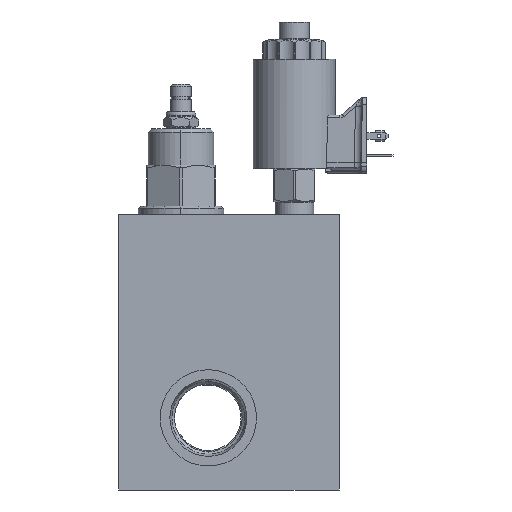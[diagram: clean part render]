
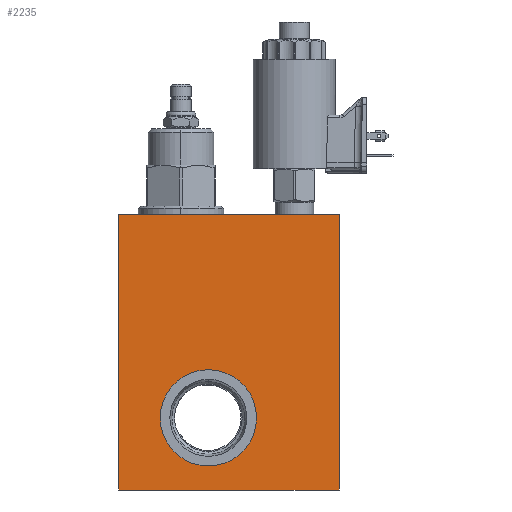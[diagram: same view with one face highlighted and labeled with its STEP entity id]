
A CAD part, front view. The second image highlights one B-rep face of the part: STEP entity #2235.
In plain terms, the highlighted planar face has unit normal (0, -1, 0).
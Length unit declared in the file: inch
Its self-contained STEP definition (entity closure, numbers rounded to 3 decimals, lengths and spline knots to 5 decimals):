
#5=DIRECTION('',(1.,0.,0.));
#6=VECTOR('',#5,4.);
#7=CARTESIAN_POINT('',(0.,-2.5,0.));
#8=LINE('',#7,#6);
#65=DIRECTION('',(0.,0.,1.));
#66=VECTOR('',#65,5.);
#67=CARTESIAN_POINT('',(4.,-2.5,0.));
#68=LINE('',#67,#66);
#79=DIRECTION('',(0.,0.,1.));
#80=VECTOR('',#79,5.);
#81=CARTESIAN_POINT('',(0.,-2.5,0.));
#82=LINE('',#81,#80);
#83=CARTESIAN_POINT('',(1.625,-2.5,1.312));
#84=DIRECTION('',(0.,1.,0.));
#85=DIRECTION('',(0.,0.,-1.));
#86=AXIS2_PLACEMENT_3D('',#83,#84,#85);
#88=CARTESIAN_POINT('',(1.625,-2.5,1.312));
#89=DIRECTION('',(0.,1.,0.));
#90=DIRECTION('',(0.,0.,1.));
#91=AXIS2_PLACEMENT_3D('',#88,#89,#90);
#105=DIRECTION('',(1.,0.,0.));
#106=VECTOR('',#105,4.);
#107=CARTESIAN_POINT('',(0.,-2.5,5.));
#108=LINE('',#107,#106);
#1855=CARTESIAN_POINT('',(0.,-2.5,0.));
#1857=VERTEX_POINT('',#1855);
#1858=CARTESIAN_POINT('',(4.,-2.5,0.));
#1859=VERTEX_POINT('',#1858);
#1863=CARTESIAN_POINT('',(0.,-2.5,5.));
#1865=VERTEX_POINT('',#1863);
#1866=CARTESIAN_POINT('',(4.,-2.5,5.));
#1867=VERTEX_POINT('',#1866);
#2091=CARTESIAN_POINT('',(1.625,-2.5,0.437));
#2092=CARTESIAN_POINT('',(1.625,-2.5,2.187));
#2093=VERTEX_POINT('',#2091);
#2094=VERTEX_POINT('',#2092);
#2217=CARTESIAN_POINT('',(0.,-2.5,0.));
#2218=DIRECTION('',(0.,-1.,0.));
#2219=DIRECTION('',(1.,0.,0.));
#2220=AXIS2_PLACEMENT_3D('',#2217,#2218,#2219);
#2221=PLANE('',#2220);
#2222=ORIENTED_EDGE('',*,*,#2135,.F.);
#2223=ORIENTED_EDGE('',*,*,#2166,.T.);
#2225=ORIENTED_EDGE('',*,*,#2224,.T.);
#2226=ORIENTED_EDGE('',*,*,#2203,.F.);
#2227=EDGE_LOOP('',(#2222,#2223,#2225,#2226));
#2228=FACE_OUTER_BOUND('',#2227,.F.);
#2230=ORIENTED_EDGE('',*,*,#2229,.F.);
#2232=ORIENTED_EDGE('',*,*,#2231,.F.);
#2233=EDGE_LOOP('',(#2230,#2232));
#2234=FACE_BOUND('',#2233,.F.);
#2235=ADVANCED_FACE('',(#2228,#2234),#2221,.T.);
#87=CIRCLE('',#86,0.875);
#92=CIRCLE('',#91,0.875);
#2135=EDGE_CURVE('',#1857,#1859,#8,.T.);
#2166=EDGE_CURVE('',#1857,#1865,#82,.T.);
#2203=EDGE_CURVE('',#1859,#1867,#68,.T.);
#2224=EDGE_CURVE('',#1865,#1867,#108,.T.);
#2229=EDGE_CURVE('',#2093,#2094,#87,.T.);
#2231=EDGE_CURVE('',#2094,#2093,#92,.T.);
